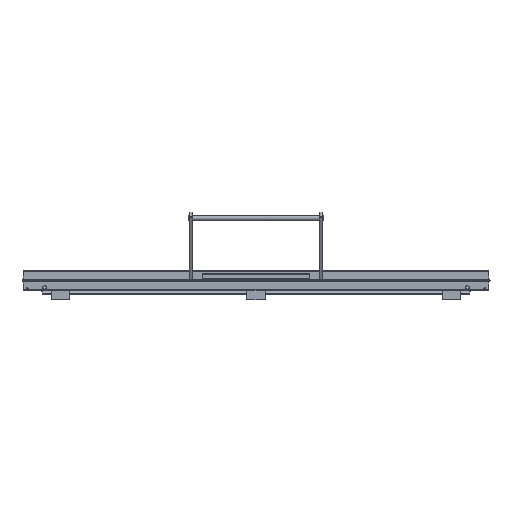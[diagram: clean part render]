
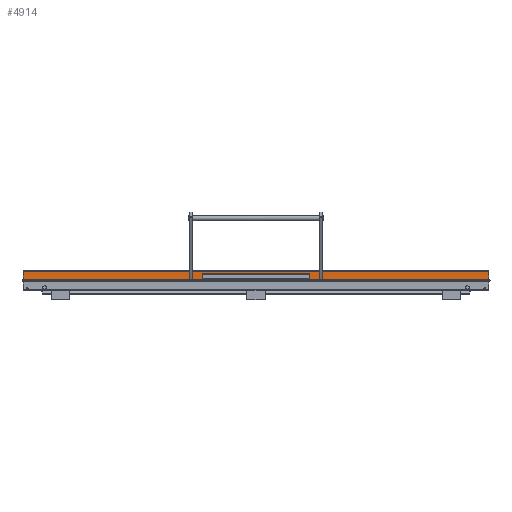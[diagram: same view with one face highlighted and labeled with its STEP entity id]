
A CAD part, front view. The second image highlights one B-rep face of the part: STEP entity #4914.
In plain terms, the highlighted free-form (B-spline) face has degree [1, 1] with [2, 2] control points.
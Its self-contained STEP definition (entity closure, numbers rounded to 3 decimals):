
#4914 = ADVANCED_FACE('',(#4915),#4945,.T.);
#4915 = FACE_BOUND('',#4916,.T.);
#4916 = EDGE_LOOP('',(#4917,#4926,#4933,#4940));
#4917 = ORIENTED_EDGE('',*,*,#4918,.T.);
#4918 = EDGE_CURVE('',#4919,#4921,#4923,.T.);
#4919 = VERTEX_POINT('',#4920);
#4920 = CARTESIAN_POINT('',(1068.588,-2.714,
    6.711));
#4921 = VERTEX_POINT('',#4922);
#4922 = CARTESIAN_POINT('',(1068.588,-2.714,
    42.85));
#4923 = B_SPLINE_CURVE_WITH_KNOTS('',1,(#4924,#4925),.UNSPECIFIED.,.F.,
  .F.,(2,2),(0.,42.275),.PIECEWISE_BEZIER_KNOTS.);
#4924 = CARTESIAN_POINT('',(1068.588,-2.714,
    6.711));
#4925 = CARTESIAN_POINT('',(1068.588,-2.714,
    42.85));
#4926 = ORIENTED_EDGE('',*,*,#4927,.T.);
#4927 = EDGE_CURVE('',#4921,#4928,#4930,.T.);
#4928 = VERTEX_POINT('',#4929);
#4929 = CARTESIAN_POINT('',(-1068.588,-2.714,
    42.85));
#4930 = B_SPLINE_CURVE_WITH_KNOTS('',1,(#4931,#4932),.UNSPECIFIED.,.F.,
  .F.,(2,2),(0.,2500.),.PIECEWISE_BEZIER_KNOTS.);
#4931 = CARTESIAN_POINT('',(1068.588,-2.714,
    42.85));
#4932 = CARTESIAN_POINT('',(-1068.588,-2.714,
    42.85));
#4933 = ORIENTED_EDGE('',*,*,#4934,.T.);
#4934 = EDGE_CURVE('',#4928,#4935,#4937,.T.);
#4935 = VERTEX_POINT('',#4936);
#4936 = CARTESIAN_POINT('',(-1068.588,-2.714,
    6.711));
#4937 = B_SPLINE_CURVE_WITH_KNOTS('',1,(#4938,#4939),.UNSPECIFIED.,.F.,
  .F.,(2,2),(0.,42.275),.PIECEWISE_BEZIER_KNOTS.);
#4938 = CARTESIAN_POINT('',(-1068.588,-2.714,
    42.85));
#4939 = CARTESIAN_POINT('',(-1068.588,-2.714,
    6.711));
#4940 = ORIENTED_EDGE('',*,*,#4941,.T.);
#4941 = EDGE_CURVE('',#4935,#4919,#4942,.T.);
#4942 = B_SPLINE_CURVE_WITH_KNOTS('',1,(#4943,#4944),.UNSPECIFIED.,.F.,
  .F.,(2,2),(0.,2500.),.PIECEWISE_BEZIER_KNOTS.);
#4943 = CARTESIAN_POINT('',(-1068.588,-2.714,
    6.711));
#4944 = CARTESIAN_POINT('',(1068.588,-2.714,
    6.711));
#4945 = B_SPLINE_SURFACE_WITH_KNOTS('',1,1,(
    (#4946,#4947)
    ,(#4948,#4949
    )),.UNSPECIFIED.,.F.,.F.,.F.,(2,2),(2,2),(0.,1.),(0.,1.),
  .PIECEWISE_BEZIER_KNOTS.);
#4946 = CARTESIAN_POINT('',(1068.588,-2.714,
    6.711));
#4947 = CARTESIAN_POINT('',(-1068.588,-2.714,
    6.711));
#4948 = CARTESIAN_POINT('',(1068.588,-2.714,
    42.85));
#4949 = CARTESIAN_POINT('',(-1068.588,-2.714,
    42.85));
